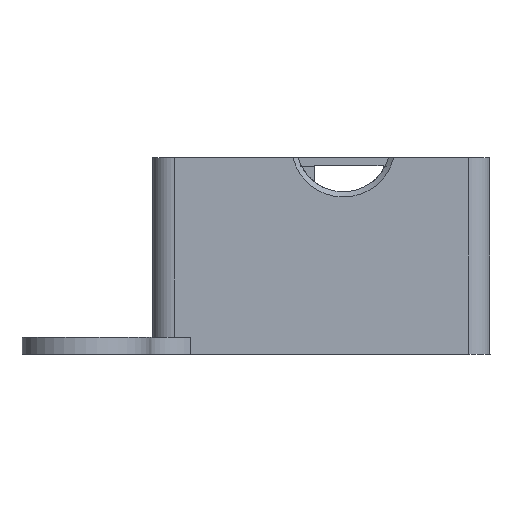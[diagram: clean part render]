
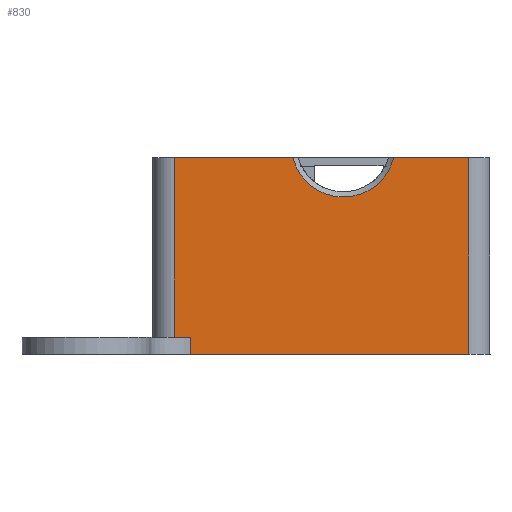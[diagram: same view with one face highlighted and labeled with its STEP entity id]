
A CAD part, left-side view. The second image highlights one B-rep face of the part: STEP entity #830.
In plain terms, the highlighted planar face has unit normal (-1, 0, 0).
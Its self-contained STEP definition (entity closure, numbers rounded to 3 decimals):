
#309 = EDGE_CURVE('',#310,#312,#314,.T.);
#310 = VERTEX_POINT('',#311);
#311 = CARTESIAN_POINT('',(-40.45,-0.85,5.));
#312 = VERTEX_POINT('',#313);
#313 = CARTESIAN_POINT('',(-40.45,7.931,5.));
#314 = LINE('',#315,#316);
#315 = CARTESIAN_POINT('',(-40.45,-0.85,5.));
#316 = VECTOR('',#317,1.);
#317 = DIRECTION('',(0.,1.,0.));
#371 = VERTEX_POINT('',#372);
#372 = CARTESIAN_POINT('',(-40.45,33.65,5.));
#379 = EDGE_CURVE('',#380,#371,#382,.T.);
#380 = VERTEX_POINT('',#381);
#381 = CARTESIAN_POINT('',(-40.45,19.748,5.));
#382 = LINE('',#383,#384);
#383 = CARTESIAN_POINT('',(-40.45,-0.85,5.));
#384 = VECTOR('',#385,1.);
#385 = DIRECTION('',(0.,1.,0.));
#488 = EDGE_CURVE('',#380,#312,#489,.T.);
#489 = CIRCLE('',#490,6.1);
#490 = AXIS2_PLACEMENT_3D('',#491,#492,#493);
#491 = CARTESIAN_POINT('',(-40.45,13.839,6.516));
#492 = DIRECTION('',(-1.,0.,-0.));
#493 = DIRECTION('',(0.,0.961,-0.276));
#830 = ADVANCED_FACE('',(#831),#874,.T.);
#831 = FACE_BOUND('',#832,.T.);
#832 = EDGE_LOOP('',(#833,#834,#835,#843,#851,#859,#867,#873));
#833 = ORIENTED_EDGE('',*,*,#488,.F.);
#834 = ORIENTED_EDGE('',*,*,#379,.T.);
#835 = ORIENTED_EDGE('',*,*,#836,.F.);
#836 = EDGE_CURVE('',#837,#371,#839,.T.);
#837 = VERTEX_POINT('',#838);
#838 = CARTESIAN_POINT('',(-40.45,33.65,-16.));
#839 = LINE('',#840,#841);
#840 = CARTESIAN_POINT('',(-40.45,33.65,4.));
#841 = VECTOR('',#842,1.);
#842 = DIRECTION('',(0.,0.,1.));
#843 = ORIENTED_EDGE('',*,*,#844,.F.);
#844 = EDGE_CURVE('',#845,#837,#847,.T.);
#845 = VERTEX_POINT('',#846);
#846 = CARTESIAN_POINT('',(-40.45,31.708,-16.));
#847 = LINE('',#848,#849);
#848 = CARTESIAN_POINT('',(-40.45,28.742,-16.));
#849 = VECTOR('',#850,1.);
#850 = DIRECTION('',(0.,1.,0.));
#851 = ORIENTED_EDGE('',*,*,#852,.F.);
#852 = EDGE_CURVE('',#853,#845,#855,.T.);
#853 = VERTEX_POINT('',#854);
#854 = CARTESIAN_POINT('',(-40.45,31.708,-18.));
#855 = LINE('',#856,#857);
#856 = CARTESIAN_POINT('',(-40.45,31.708,-18.));
#857 = VECTOR('',#858,1.);
#858 = DIRECTION('',(0.,0.,1.));
#859 = ORIENTED_EDGE('',*,*,#860,.F.);
#860 = EDGE_CURVE('',#861,#853,#863,.T.);
#861 = VERTEX_POINT('',#862);
#862 = CARTESIAN_POINT('',(-40.45,-0.85,-18.));
#863 = LINE('',#864,#865);
#864 = CARTESIAN_POINT('',(-40.45,-0.85,-18.));
#865 = VECTOR('',#866,1.);
#866 = DIRECTION('',(0.,1.,0.));
#867 = ORIENTED_EDGE('',*,*,#868,.F.);
#868 = EDGE_CURVE('',#310,#861,#869,.T.);
#869 = LINE('',#870,#871);
#870 = CARTESIAN_POINT('',(-40.45,-0.85,-15.5));
#871 = VECTOR('',#872,1.);
#872 = DIRECTION('',(-0.,-0.,-1.));
#873 = ORIENTED_EDGE('',*,*,#309,.T.);
#874 = PLANE('',#875);
#875 = AXIS2_PLACEMENT_3D('',#876,#877,#878);
#876 = CARTESIAN_POINT('',(-40.45,16.4,-6.5));
#877 = DIRECTION('',(-1.,-0.,-0.));
#878 = DIRECTION('',(0.,0.,-1.));
